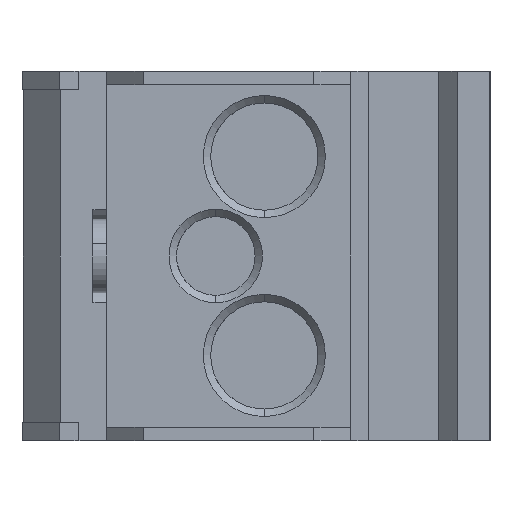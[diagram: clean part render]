
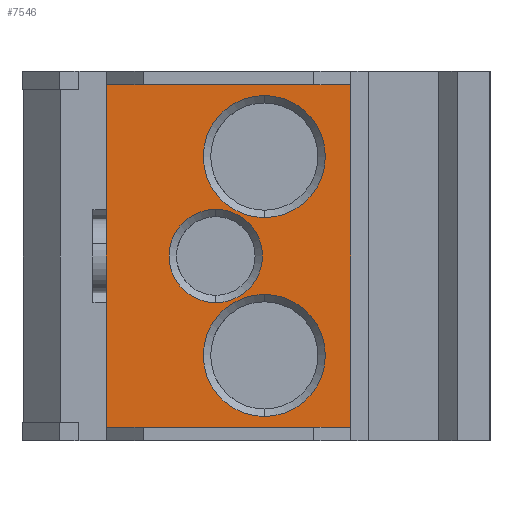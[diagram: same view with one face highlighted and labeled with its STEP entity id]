
A CAD part, left-side view. The second image highlights one B-rep face of the part: STEP entity #7546.
In plain terms, the highlighted planar face has unit normal (-1, 0, 0).
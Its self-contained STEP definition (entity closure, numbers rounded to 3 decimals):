
#3086=DIRECTION('',(0.,0.,-1.));
#3087=VECTOR('',#3086,37.);
#3088=CARTESIAN_POINT('',(124.923,76.02,38.5));
#3089=LINE('',#3088,#3087);
#3748=DIRECTION('',(0.,-1.,0.));
#3749=VECTOR('',#3748,26.444);
#3750=CARTESIAN_POINT('',(124.923,76.02,1.5));
#3751=LINE('',#3750,#3749);
#3776=DIRECTION('',(0.,0.,-1.));
#3777=VECTOR('',#3776,37.);
#3778=CARTESIAN_POINT('',(124.923,49.576,38.5));
#3779=LINE('',#3778,#3777);
#3783=DIRECTION('',(0.,-1.,0.));
#3784=VECTOR('',#3783,26.444);
#3785=CARTESIAN_POINT('',(124.923,76.02,38.5));
#3786=LINE('',#3785,#3784);
#3790=CARTESIAN_POINT('',(124.923,58.928,9.25));
#3791=DIRECTION('',(-1.,0.,0.));
#3792=DIRECTION('',(0.,0.,-1.));
#3793=AXIS2_PLACEMENT_3D('',#3790,#3791,#3792);
#3798=CARTESIAN_POINT('',(124.923,58.928,9.25));
#3799=DIRECTION('',(-1.,0.,0.));
#3800=DIRECTION('',(0.,0.,1.));
#3801=AXIS2_PLACEMENT_3D('',#3798,#3799,#3800);
#3806=CARTESIAN_POINT('',(124.923,58.928,30.75));
#3807=DIRECTION('',(-1.,0.,0.));
#3808=DIRECTION('',(0.,0.,-1.));
#3809=AXIS2_PLACEMENT_3D('',#3806,#3807,#3808);
#3814=CARTESIAN_POINT('',(124.923,58.928,30.75));
#3815=DIRECTION('',(-1.,0.,0.));
#3816=DIRECTION('',(0.,0.,1.));
#3817=AXIS2_PLACEMENT_3D('',#3814,#3815,#3816);
#3822=CARTESIAN_POINT('',(124.923,64.178,20.));
#3823=DIRECTION('',(-1.,0.,0.));
#3824=DIRECTION('',(0.,0.,-1.));
#3825=AXIS2_PLACEMENT_3D('',#3822,#3823,#3824);
#3830=CARTESIAN_POINT('',(124.923,64.178,20.));
#3831=DIRECTION('',(-1.,0.,0.));
#3832=DIRECTION('',(0.,0.,1.));
#3833=AXIS2_PLACEMENT_3D('',#3830,#3831,#3832);
#6192=CARTESIAN_POINT('',(124.923,76.02,38.5));
#6193=VERTEX_POINT('',#6192);
#6194=CARTESIAN_POINT('',(124.923,76.02,1.5));
#6195=VERTEX_POINT('',#6194);
#6367=CARTESIAN_POINT('',(124.923,49.576,1.5));
#6368=VERTEX_POINT('',#6367);
#6369=CARTESIAN_POINT('',(124.923,49.576,38.5));
#6370=VERTEX_POINT('',#6369);
#6377=CARTESIAN_POINT('',(124.923,58.928,2.65));
#6378=CARTESIAN_POINT('',(124.923,58.928,15.85));
#6379=VERTEX_POINT('',#6377);
#6380=VERTEX_POINT('',#6378);
#6381=CARTESIAN_POINT('',(124.923,58.928,24.15));
#6382=CARTESIAN_POINT('',(124.923,58.928,37.35));
#6383=VERTEX_POINT('',#6381);
#6384=VERTEX_POINT('',#6382);
#6385=CARTESIAN_POINT('',(124.923,64.178,14.95));
#6386=CARTESIAN_POINT('',(124.923,64.178,25.05));
#6387=VERTEX_POINT('',#6385);
#6388=VERTEX_POINT('',#6386);
#7516=CARTESIAN_POINT('',(124.923,49.576,40.));
#7517=DIRECTION('',(1.,0.,0.));
#7518=DIRECTION('',(0.,0.,-1.));
#7519=AXIS2_PLACEMENT_3D('',#7516,#7517,#7518);
#7520=PLANE('',#7519);
#7521=ORIENTED_EDGE('',*,*,#7417,.T.);
#7522=ORIENTED_EDGE('',*,*,#7501,.F.);
#7523=ORIENTED_EDGE('',*,*,#7098,.F.);
#7525=ORIENTED_EDGE('',*,*,#7524,.T.);
#7526=EDGE_LOOP('',(#7521,#7522,#7523,#7525));
#7527=FACE_OUTER_BOUND('',#7526,.F.);
#7529=ORIENTED_EDGE('',*,*,#7528,.T.);
#7531=ORIENTED_EDGE('',*,*,#7530,.T.);
#7532=EDGE_LOOP('',(#7529,#7531));
#7533=FACE_BOUND('',#7532,.F.);
#7535=ORIENTED_EDGE('',*,*,#7534,.T.);
#7537=ORIENTED_EDGE('',*,*,#7536,.T.);
#7538=EDGE_LOOP('',(#7535,#7537));
#7539=FACE_BOUND('',#7538,.F.);
#7541=ORIENTED_EDGE('',*,*,#7540,.T.);
#7543=ORIENTED_EDGE('',*,*,#7542,.T.);
#7544=EDGE_LOOP('',(#7541,#7543));
#7545=FACE_BOUND('',#7544,.F.);
#3794=CIRCLE('',#3793,6.6);
#3802=CIRCLE('',#3801,6.6);
#3810=CIRCLE('',#3809,6.6);
#3818=CIRCLE('',#3817,6.6);
#3826=CIRCLE('',#3825,5.05);
#3834=CIRCLE('',#3833,5.05);
#7098=EDGE_CURVE('',#6193,#6195,#3089,.T.);
#7417=EDGE_CURVE('',#6370,#6368,#3779,.T.);
#7501=EDGE_CURVE('',#6195,#6368,#3751,.T.);
#7524=EDGE_CURVE('',#6193,#6370,#3786,.T.);
#7528=EDGE_CURVE('',#6379,#6380,#3794,.T.);
#7530=EDGE_CURVE('',#6380,#6379,#3802,.T.);
#7534=EDGE_CURVE('',#6383,#6384,#3810,.T.);
#7536=EDGE_CURVE('',#6384,#6383,#3818,.T.);
#7540=EDGE_CURVE('',#6387,#6388,#3826,.T.);
#7542=EDGE_CURVE('',#6388,#6387,#3834,.T.);
#7546=ADVANCED_FACE('',(#7527,#7533,#7539,#7545),#7520,.F.);
